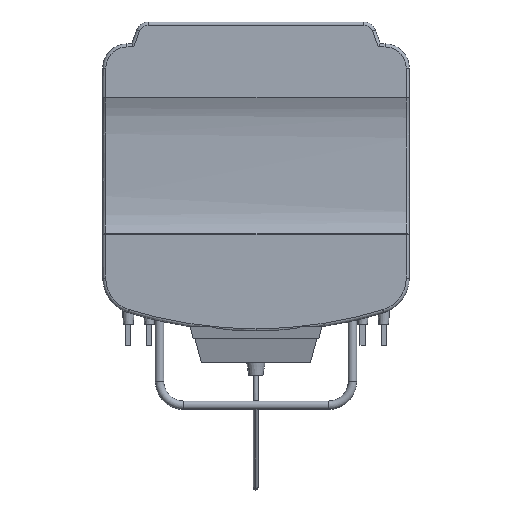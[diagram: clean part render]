
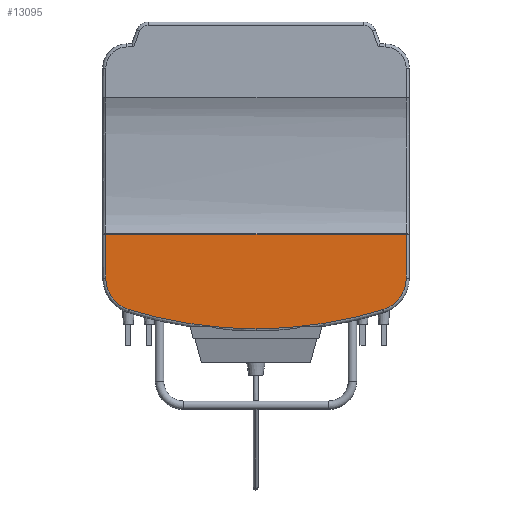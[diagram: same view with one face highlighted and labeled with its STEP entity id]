
A CAD part, front view. The second image highlights one B-rep face of the part: STEP entity #13095.
In plain terms, the highlighted planar face has unit normal (0, -1, 0).
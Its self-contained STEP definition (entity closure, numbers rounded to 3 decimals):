
#248 = AXIS2_PLACEMENT_3D ( 'NONE', #1893, #1829, #18293 ) ;
#289 = EDGE_CURVE ( 'NONE', #7638, #7049, #15900, .T. ) ;
#403 = CARTESIAN_POINT ( 'NONE',  ( 2.5, 0., -176.328 ) ) ;
#499 = DIRECTION ( 'NONE',  ( 0., 0., -1. ) ) ;
#653 = VERTEX_POINT ( 'NONE', #749 ) ;
#710 = AXIS2_PLACEMENT_3D ( 'NONE', #5152, #11003, #9415 ) ;
#749 = CARTESIAN_POINT ( 'NONE',  ( 127.148, 0., -254.509 ) ) ;
#1051 = AXIS2_PLACEMENT_3D ( 'NONE', #3319, #13889, #499 ) ;
#1296 = CARTESIAN_POINT ( 'NONE',  ( 2.5, 0., -212.5 ) ) ;
#1720 = ORIENTED_EDGE ( 'NONE', *, *, #11163, .T. ) ;
#1776 = LINE ( 'NONE', #7022, #6238 ) ;
#1829 = DIRECTION ( 'NONE',  ( 0., -1., 0. ) ) ;
#1893 = CARTESIAN_POINT ( 'NONE',  ( 224.297, 0., -212.5 ) ) ;
#2135 = CARTESIAN_POINT ( 'NONE',  ( 251.797, 0., -212.5 ) ) ;
#2530 = CIRCLE ( 'NONE', #11974, 359.991 ) ;
#2681 = CARTESIAN_POINT ( 'NONE',  ( 232.332, 0., -238.8 ) ) ;
#2757 = AXIS2_PLACEMENT_3D ( 'NONE', #12306, #15197, #6073 ) ;
#2907 = VERTEX_POINT ( 'NONE', #11225 ) ;
#3088 = EDGE_CURVE ( 'NONE', #12057, #15651, #1776, .T. ) ;
#3262 = ORIENTED_EDGE ( 'NONE', *, *, #3088, .T. ) ;
#3319 = CARTESIAN_POINT ( 'NONE',  ( 20., 0., -38.213 ) ) ;
#3490 = DIRECTION ( 'NONE',  ( 0., -1., 0. ) ) ;
#3672 = DIRECTION ( 'NONE',  ( 0., -1., 0. ) ) ;
#3778 = DIRECTION ( 'NONE',  ( 0., 0., 1. ) ) ;
#4107 = EDGE_CURVE ( 'NONE', #15651, #9095, #7634, .T. ) ;
#4333 = ORIENTED_EDGE ( 'NONE', *, *, #5855, .T. ) ;
#4852 = DIRECTION ( 'NONE',  ( 0., 0., -1. ) ) ;
#5071 = ORIENTED_EDGE ( 'NONE', *, *, #289, .T. ) ;
#5152 = CARTESIAN_POINT ( 'NONE',  ( 30., 0., -212.5 ) ) ;
#5383 = EDGE_CURVE ( 'NONE', #15286, #7638, #15570, .T. ) ;
#5855 = EDGE_CURVE ( 'NONE', #9095, #12657, #13200, .T. ) ;
#6073 = DIRECTION ( 'NONE',  ( 0., 0., -1. ) ) ;
#6238 = VECTOR ( 'NONE', #7283, 1000. ) ;
#6997 = CIRCLE ( 'NONE', #2757, 359.991 ) ;
#7022 = CARTESIAN_POINT ( 'NONE',  ( 20., 0., -176.328 ) ) ;
#7049 = VERTEX_POINT ( 'NONE', #2135 ) ;
#7193 = EDGE_LOOP ( 'NONE', ( #10335, #14705, #1720, #11985, #5071, #18952, #3262, #18305, #4333 ) ) ;
#7283 = DIRECTION ( 'NONE',  ( -1., 0., 0. ) ) ;
#7634 = LINE ( 'NONE', #1296, #16760 ) ;
#7638 = VERTEX_POINT ( 'NONE', #2681 ) ;
#7749 = EDGE_CURVE ( 'NONE', #12657, #2907, #6997, .T. ) ;
#8825 = CARTESIAN_POINT ( 'NONE',  ( 160.077, 0., -253. ) ) ;
#9095 = VERTEX_POINT ( 'NONE', #11923 ) ;
#9220 = VECTOR ( 'NONE', #3778, 1000. ) ;
#9362 = CARTESIAN_POINT ( 'NONE',  ( 251.797, 0., -176.328 ) ) ;
#9415 = DIRECTION ( 'NONE',  ( 0., 0., -1. ) ) ;
#10335 = ORIENTED_EDGE ( 'NONE', *, *, #7749, .T. ) ;
#11003 = DIRECTION ( 'NONE',  ( 0., -1., 0. ) ) ;
#11163 = EDGE_CURVE ( 'NONE', #653, #15286, #2530, .T. ) ;
#11225 = CARTESIAN_POINT ( 'NONE',  ( 94.22, 0., -253. ) ) ;
#11278 = DIRECTION ( 'NONE',  ( 0., -1., 0. ) ) ;
#11853 = FACE_OUTER_BOUND ( 'NONE', #7193, .T. ) ;
#11923 = CARTESIAN_POINT ( 'NONE',  ( 2.5, 0., -212.5 ) ) ;
#11974 = AXIS2_PLACEMENT_3D ( 'NONE', #18608, #11278, #12650 ) ;
#11985 = ORIENTED_EDGE ( 'NONE', *, *, #5383, .T. ) ;
#12057 = VERTEX_POINT ( 'NONE', #9362 ) ;
#12306 = CARTESIAN_POINT ( 'NONE',  ( 127.148, 0., 105.482 ) ) ;
#12338 = CARTESIAN_POINT ( 'NONE',  ( 127.148, 0., 105.482 ) ) ;
#12445 = PLANE ( 'NONE',  #1051 ) ;
#12482 = CARTESIAN_POINT ( 'NONE',  ( 127.148, 0., 105.482 ) ) ;
#12588 = CIRCLE ( 'NONE', #15543, 359.991 ) ;
#12650 = DIRECTION ( 'NONE',  ( 0., 0., -1. ) ) ;
#12657 = VERTEX_POINT ( 'NONE', #14296 ) ;
#13095 = ADVANCED_FACE ( 'NONE', ( #11853 ), #12445, .T. ) ;
#13200 = CIRCLE ( 'NONE', #710, 27.5 ) ;
#13889 = DIRECTION ( 'NONE',  ( 0., -1., 0. ) ) ;
#14163 = AXIS2_PLACEMENT_3D ( 'NONE', #12338, #3672, #4852 ) ;
#14296 = CARTESIAN_POINT ( 'NONE',  ( 21.965, 0., -238.8 ) ) ;
#14705 = ORIENTED_EDGE ( 'NONE', *, *, #14818, .T. ) ;
#14818 = EDGE_CURVE ( 'NONE', #2907, #653, #12588, .T. ) ;
#15197 = DIRECTION ( 'NONE',  ( 0., -1., 0. ) ) ;
#15286 = VERTEX_POINT ( 'NONE', #8825 ) ;
#15543 = AXIS2_PLACEMENT_3D ( 'NONE', #12482, #3490, #18511 ) ;
#15570 = CIRCLE ( 'NONE', #14163, 359.991 ) ;
#15651 = VERTEX_POINT ( 'NONE', #403 ) ;
#15730 = CARTESIAN_POINT ( 'NONE',  ( 251.797, 0., -176.328 ) ) ;
#15900 = CIRCLE ( 'NONE', #248, 27.5 ) ;
#16760 = VECTOR ( 'NONE', #17700, 1000. ) ;
#16992 = EDGE_CURVE ( 'NONE', #7049, #12057, #17210, .T. ) ;
#17210 = LINE ( 'NONE', #15730, #9220 ) ;
#17700 = DIRECTION ( 'NONE',  ( 0., 0., -1. ) ) ;
#18293 = DIRECTION ( 'NONE',  ( 0., 0., -1. ) ) ;
#18305 = ORIENTED_EDGE ( 'NONE', *, *, #4107, .T. ) ;
#18511 = DIRECTION ( 'NONE',  ( 0., 0., -1. ) ) ;
#18608 = CARTESIAN_POINT ( 'NONE',  ( 127.148, 0., 105.482 ) ) ;
#18952 = ORIENTED_EDGE ( 'NONE', *, *, #16992, .T. ) ;
